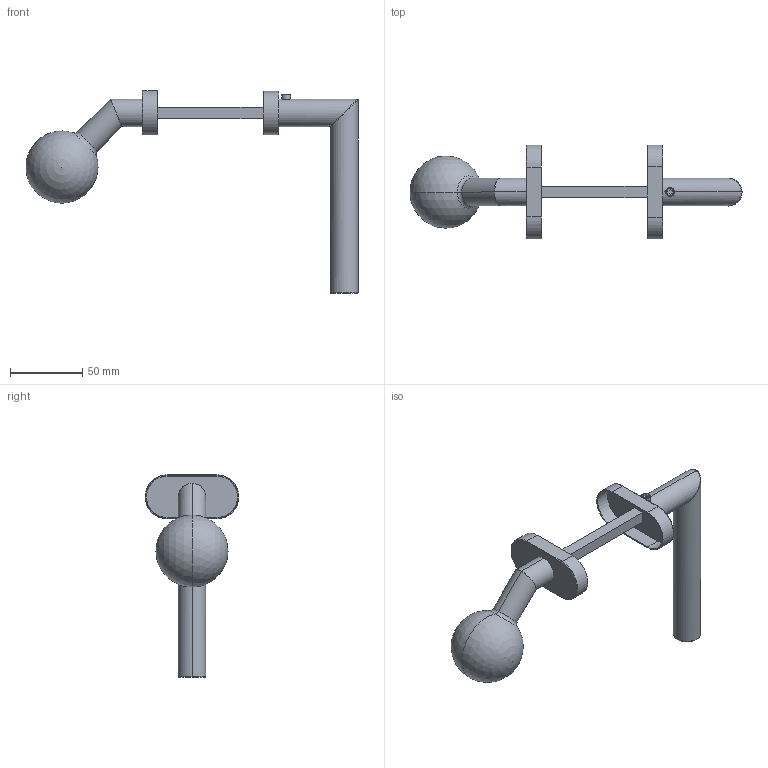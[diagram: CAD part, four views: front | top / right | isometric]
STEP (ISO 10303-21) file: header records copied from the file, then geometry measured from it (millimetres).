
FILE_DESCRIPTION (( 'STEP AP203' ), '1' );
FILE_NAME ('D8_05G-L-i.STEP', '2021-08-12T07:21:34', ( '' ), ( '' ), 'SwSTEP 2.0', 'SolidWorks 2019', '' );
FILE_SCHEMA (( 'CONFIG_CONTROL_DESIGN' ));
Length unit declared in the file: millimetre
Products named in the file (3): D8_05G-L-i P02; D8_05G-L-i P01; D8_05G-L-i
Assembly tree (2 placements, depth 2):
  D8_05G-L-i
    D8_05G-L-i P01
    D8_05G-L-i P02
Bounding box: 229.98 x 65 x 140.1 mm (x, y, z)
Volume: 139047.1 mm3; surface area: 36888.3 mm2
Topology: 2 solids, 2 shells, 70 faces, 168 edges, 98 vertices
Faces by surface type: plane 28, cylinder 26, torus 8, bspline 4, cone 2, sphere 2
Entity records: 2504 total; most frequent: CARTESIAN_POINT 695, DIRECTION 325, ORIENTED_EDGE 310, EDGE_CURVE 155, AXIS2_PLACEMENT_3D 121, VERTEX_POINT 95, LINE 83, VECTOR 83
